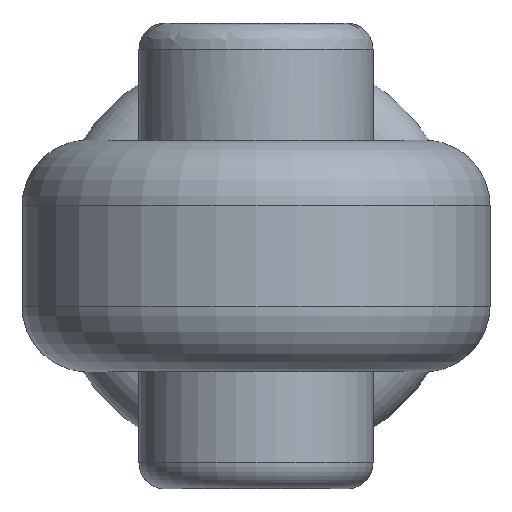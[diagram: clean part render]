
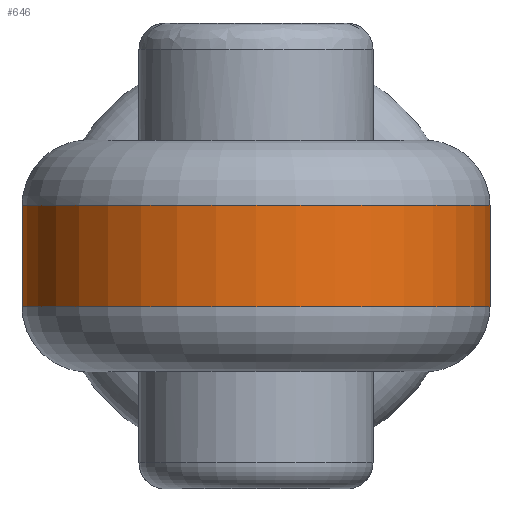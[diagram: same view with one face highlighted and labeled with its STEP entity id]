
A CAD part, left-side view. The second image highlights one B-rep face of the part: STEP entity #646.
In plain terms, the highlighted cylindrical face has radius 18 mm (diameter 36 mm), a partial arc.
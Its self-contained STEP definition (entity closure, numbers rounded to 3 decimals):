
#74=FACE_OUTER_BOUND('',#114,.T.);
#114=EDGE_LOOP('',(#457,#458,#459,#460));
#159=LINE('',#1096,#203);
#160=LINE('',#1099,#204);
#203=VECTOR('',#842,7.8);
#204=VECTOR('',#845,7.8);
#242=CIRCLE('',#727,18.);
#248=CIRCLE('',#736,18.);
#278=VERTEX_POINT('',#1020);
#279=VERTEX_POINT('',#1021);
#292=VERTEX_POINT('',#1095);
#293=VERTEX_POINT('',#1097);
#340=EDGE_CURVE('',#278,#279,#242,.T.);
#356=EDGE_CURVE('',#279,#292,#159,.T.);
#357=EDGE_CURVE('',#292,#293,#248,.T.);
#358=EDGE_CURVE('',#278,#293,#160,.T.);
#457=ORIENTED_EDGE('',*,*,#356,.T.);
#458=ORIENTED_EDGE('',*,*,#357,.T.);
#459=ORIENTED_EDGE('',*,*,#358,.F.);
#460=ORIENTED_EDGE('',*,*,#340,.T.);
#627=CYLINDRICAL_SURFACE('',#735,18.);
#646=ADVANCED_FACE('',(#74),#627,.T.);
#727=AXIS2_PLACEMENT_3D('',#1022,#818,#819);
#735=AXIS2_PLACEMENT_3D('',#1094,#840,#841);
#736=AXIS2_PLACEMENT_3D('',#1098,#843,#844);
#818=DIRECTION('center_axis',(0.,0.,1.));
#819=DIRECTION('ref_axis',(0.841,0.541,0.));
#840=DIRECTION('center_axis',(0.,0.,-1.));
#841=DIRECTION('ref_axis',(-1.,0.,0.));
#842=DIRECTION('',(0.,0.,1.));
#843=DIRECTION('center_axis',(0.,0.,
-1.));
#844=DIRECTION('ref_axis',(0.841,-0.541,0.));
#845=DIRECTION('',(0.,0.,1.));
#1020=CARTESIAN_POINT('',(-71.777,61.53,-3.9));
#1021=CARTESIAN_POINT('',(-71.777,42.07,-3.9));
#1022=CARTESIAN_POINT('Origin',(-86.921,51.8,-3.9));
#1094=CARTESIAN_POINT('Origin',(-86.921,51.8,0.));
#1095=CARTESIAN_POINT('',(-71.777,42.07,3.9));
#1096=CARTESIAN_POINT('',(-71.777,42.07,-3.9));
#1097=CARTESIAN_POINT('',(-71.777,61.53,3.9));
#1098=CARTESIAN_POINT('Origin',(-86.921,51.8,3.9));
#1099=CARTESIAN_POINT('',(-71.777,61.53,-3.9));
